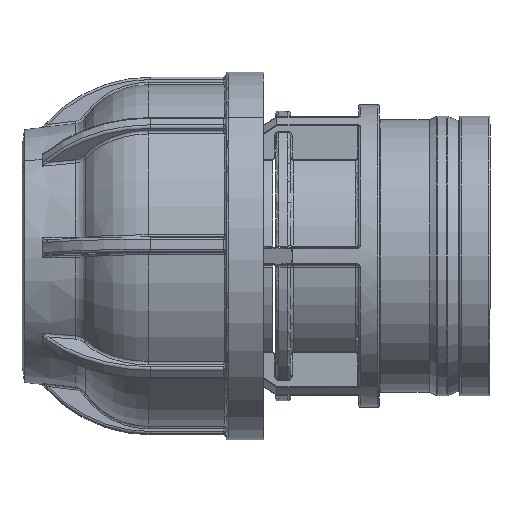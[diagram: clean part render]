
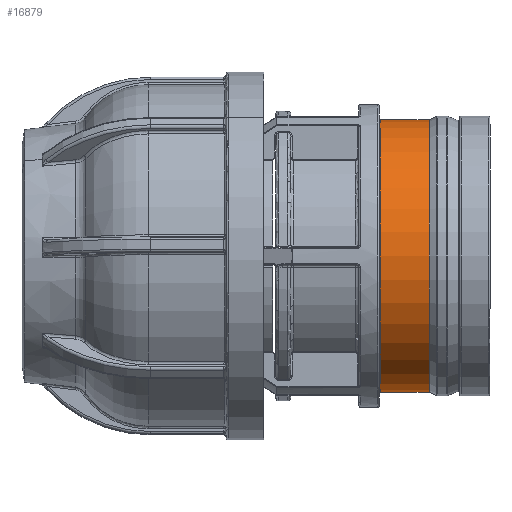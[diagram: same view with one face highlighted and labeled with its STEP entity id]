
A CAD part, front view. The second image highlights one B-rep face of the part: STEP entity #16879.
In plain terms, the highlighted cylindrical face has radius 27 mm (diameter 54 mm), a partial arc.
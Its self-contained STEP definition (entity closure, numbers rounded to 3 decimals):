
#841 = CARTESIAN_POINT ( 'NONE',  ( -21.75, -98.415, -27. ) ) ;
#842 = CARTESIAN_POINT ( 'NONE',  ( -21.75, -98.415, 27. ) ) ;
#843 = CARTESIAN_POINT ( 'NONE',  ( -12.059, -98.415, -27. ) ) ;
#844 = CARTESIAN_POINT ( 'NONE',  ( -12.059, -98.415, 27. ) ) ;
#10405 = EDGE_LOOP ( 'NONE', ( #16095, #16097, #16096, #16098 ) ) ;
#16095 = ORIENTED_EDGE ( 'NONE', *, *, #16848, .T. ) ;
#16096 = ORIENTED_EDGE ( 'NONE', *, *, #16849, .T. ) ;
#16097 = ORIENTED_EDGE ( 'NONE', *, *, #16847, .T. ) ;
#16098 = ORIENTED_EDGE ( 'NONE', *, *, #16850, .F. ) ;
#16847 = EDGE_CURVE ( 'NONE', #19883, #19881, #25739, .T. ) ;
#16848 = EDGE_CURVE ( 'NONE', #19882, #19883, #30883, .T. ) ;
#16849 = EDGE_CURVE ( 'NONE', #19881, #19880, #30873, .T. ) ;
#16850 = EDGE_CURVE ( 'NONE', #19882, #19880, #25740, .T. ) ;
#16879 = ADVANCED_FACE ( 'NONE', ( #25753 ), #25754, .T. ) ;
#19880 = VERTEX_POINT ( 'NONE', #841 ) ;
#19881 = VERTEX_POINT ( 'NONE', #842 ) ;
#19882 = VERTEX_POINT ( 'NONE', #843 ) ;
#19883 = VERTEX_POINT ( 'NONE', #844 ) ;
#25739 = LINE ( 'NONE', #35405, #30884 ) ;
#25740 = LINE ( 'NONE', #35413, #30889 ) ;
#25753 = FACE_OUTER_BOUND ( 'NONE', #10405, .T. ) ;
#25754 = CYLINDRICAL_SURFACE ( 'NONE', #30928, 27. ) ;
#30873 = CIRCLE ( 'NONE', #30887, 27. ) ;
#30883 = CIRCLE ( 'NONE', #30885, 27. ) ;
#30884 = VECTOR ( 'NONE', #35406, 1000. ) ;
#30885 = AXIS2_PLACEMENT_3D ( 'NONE', #35407, #35408, #35409 ) ;
#30887 = AXIS2_PLACEMENT_3D ( 'NONE', #35410, #35411, #35412 ) ;
#30889 = VECTOR ( 'NONE', #35414, 1000. ) ;
#30928 = AXIS2_PLACEMENT_3D ( 'NONE', #35509, #35510, #35511 ) ;
#35405 = CARTESIAN_POINT ( 'NONE',  ( -22., -98.415, 27. ) ) ;
#35406 = DIRECTION ( 'NONE',  ( -1., 0., 0. ) ) ;
#35407 = CARTESIAN_POINT ( 'NONE',  ( -12.059, -98.415, 0. ) ) ;
#35408 = DIRECTION ( 'NONE',  ( -1., 0., 0. ) ) ;
#35409 = DIRECTION ( 'NONE',  ( 0., 0., -1. ) ) ;
#35410 = CARTESIAN_POINT ( 'NONE',  ( -21.75, -98.415, 0. ) ) ;
#35411 = DIRECTION ( 'NONE',  ( 1., 0., 0. ) ) ;
#35412 = DIRECTION ( 'NONE',  ( 0., 0., -1. ) ) ;
#35413 = CARTESIAN_POINT ( 'NONE',  ( -22., -98.415, -27. ) ) ;
#35414 = DIRECTION ( 'NONE',  ( -1., 0., 0. ) ) ;
#35509 = CARTESIAN_POINT ( 'NONE',  ( -22., -98.415, 0. ) ) ;
#35510 = DIRECTION ( 'NONE',  ( -1., 0., 0. ) ) ;
#35511 = DIRECTION ( 'NONE',  ( 0., 0., -1. ) ) ;
